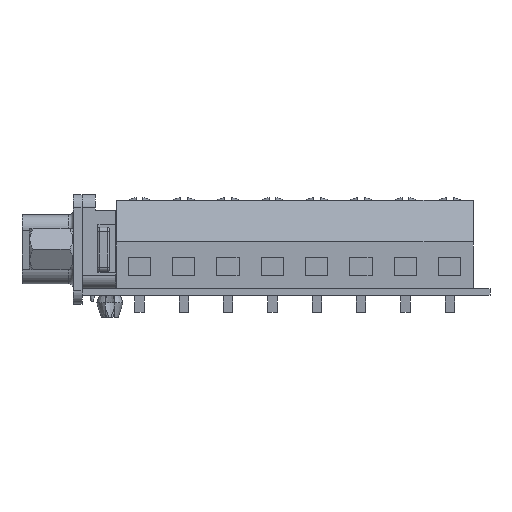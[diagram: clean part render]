
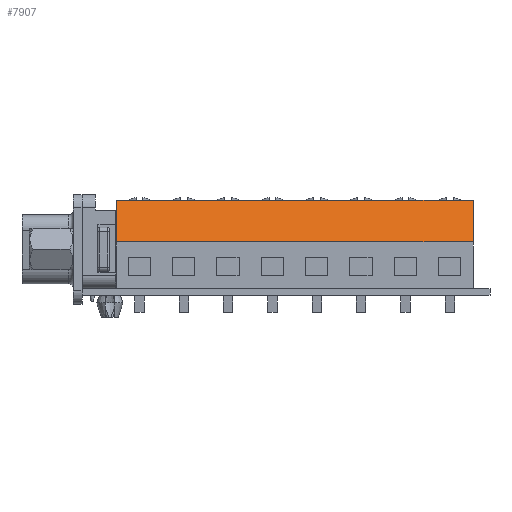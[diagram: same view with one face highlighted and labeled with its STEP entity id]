
A CAD part, front view. The second image highlights one B-rep face of the part: STEP entity #7907.
In plain terms, the highlighted face is planar.
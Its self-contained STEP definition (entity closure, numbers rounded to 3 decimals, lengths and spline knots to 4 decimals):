
#7897 = VERTEX_POINT ( 'NONE', #34651 ) ;
#7898 = ORIENTED_EDGE ( 'NONE', *, *, #7899, .F. ) ;
#7899 = EDGE_CURVE ( 'NONE', #7900, #7897, #34650, .T. ) ;
#7900 = VERTEX_POINT ( 'NONE', #34646 ) ;
#7901 = ORIENTED_EDGE ( 'NONE', *, *, #7902, .F. ) ;
#7902 = EDGE_CURVE ( 'NONE', #8023, #7900, #34645, .T. ) ;
#7903 = ORIENTED_EDGE ( 'NONE', *, *, #8022, .T. ) ;
#7907 = ADVANCED_FACE ( 'NONE', ( #34627 ), #34744, .F. ) ;
#7908 = EDGE_LOOP ( 'NONE', ( #7909, #7898, #7901, #7903 ) ) ;
#7909 = ORIENTED_EDGE ( 'NONE', *, *, #7910, .T. ) ;
#7910 = EDGE_CURVE ( 'NONE', #8020, #7897, #34739, .T. ) ;
#8020 = VERTEX_POINT ( 'NONE', #33767 ) ;
#8022 = EDGE_CURVE ( 'NONE', #8023, #8020, #33766, .T. ) ;
#8023 = VERTEX_POINT ( 'NONE', #33762 ) ;
#33762 = CARTESIAN_POINT ( 'NONE',  ( -0.1575, -0.21, 0.805 ) ) ;
#33763 = DIRECTION ( 'NONE',  ( 0., 0., -1. ) ) ;
#33764 = VECTOR ( 'NONE', #33763, 39.3701 ) ;
#33765 = CARTESIAN_POINT ( 'NONE',  ( -0.1575, -0.21, 0.805 ) ) ;
#33766 = LINE ( 'NONE', #33765, #33764 ) ;
#33767 = CARTESIAN_POINT ( 'NONE',  ( -0.1575, -0.21, -0.805 ) ) ;
#34627 = FACE_OUTER_BOUND ( 'NONE', #7908, .T. ) ;
#34642 = DIRECTION ( 'NONE',  ( 0.342, -0.94, 0. ) ) ;
#34643 = VECTOR ( 'NONE', #34642, 39.3701 ) ;
#34644 = CARTESIAN_POINT ( 'NONE',  ( -0.1575, -0.21, 0.805 ) ) ;
#34645 = LINE ( 'NONE', #34644, #34643 ) ;
#34646 = CARTESIAN_POINT ( 'NONE',  ( -0.0887, -0.399, 0.805 ) ) ;
#34647 = DIRECTION ( 'NONE',  ( 0., 0., -1. ) ) ;
#34648 = VECTOR ( 'NONE', #34647, 39.3701 ) ;
#34649 = CARTESIAN_POINT ( 'NONE',  ( -0.0887, -0.399, 0.805 ) ) ;
#34650 = LINE ( 'NONE', #34649, #34648 ) ;
#34651 = CARTESIAN_POINT ( 'NONE',  ( -0.0887, -0.399, -0.805 ) ) ;
#34736 = DIRECTION ( 'NONE',  ( 0.342, -0.94, 0. ) ) ;
#34737 = VECTOR ( 'NONE', #34736, 39.3701 ) ;
#34738 = CARTESIAN_POINT ( 'NONE',  ( -0.1575, -0.21, -0.805 ) ) ;
#34739 = LINE ( 'NONE', #34738, #34737 ) ;
#34740 = DIRECTION ( 'NONE',  ( -0.342, 0.94, 0. ) ) ;
#34741 = DIRECTION ( 'NONE',  ( 0.94, 0.342, 0. ) ) ;
#34742 = CARTESIAN_POINT ( 'NONE',  ( -0.1575, -0.21, 0.805 ) ) ;
#34743 = AXIS2_PLACEMENT_3D ( 'NONE', #34742, #34741, #34740 ) ;
#34744 = PLANE ( 'NONE',  #34743 ) ;
